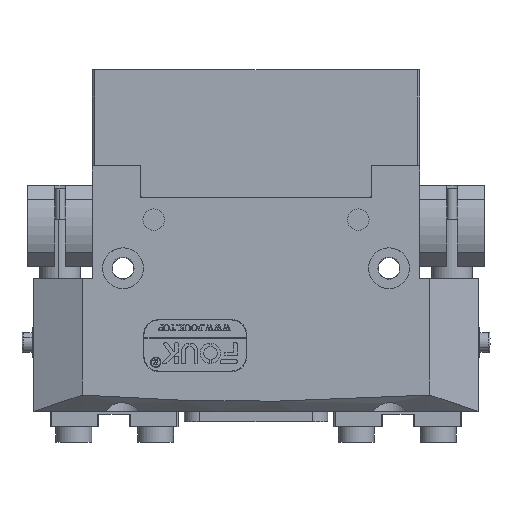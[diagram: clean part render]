
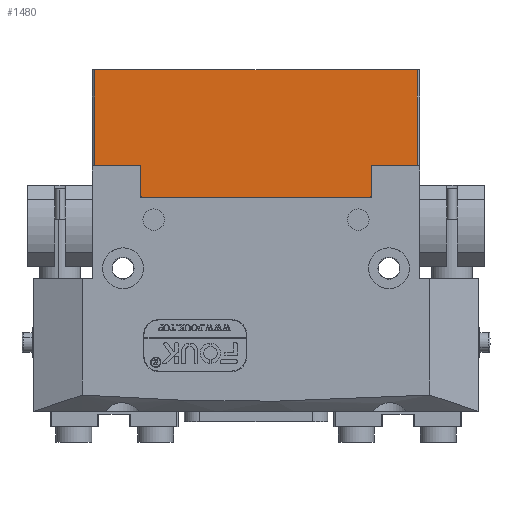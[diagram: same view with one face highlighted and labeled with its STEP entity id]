
A CAD part, front view. The second image highlights one B-rep face of the part: STEP entity #1480.
In plain terms, the highlighted face is planar.
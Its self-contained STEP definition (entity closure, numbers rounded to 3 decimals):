
#1480 = ADVANCED_FACE ( 'NONE', ( #19925 ), #20015, .T. ) ;
#2078 = EDGE_CURVE ( 'NONE', #35028, #2734, #37438, .T. ) ;
#2173 = ORIENTED_EDGE ( 'NONE', *, *, #34423, .F. ) ;
#2734 = VERTEX_POINT ( 'NONE', #9086 ) ;
#3285 = VECTOR ( 'NONE', #27257, 1000. ) ;
#3333 = CARTESIAN_POINT ( 'NONE',  ( 30.9, -21.55, -12.5 ) ) ;
#3372 = EDGE_CURVE ( 'NONE', #15674, #2734, #13304, .T. ) ;
#4516 = EDGE_CURVE ( 'NONE', #28729, #18163, #29774, .T. ) ;
#5454 = ORIENTED_EDGE ( 'NONE', *, *, #4516, .F. ) ;
#6141 = CARTESIAN_POINT ( 'NONE',  ( 30.9, -21.55, -13. ) ) ;
#6237 = LINE ( 'NONE', #28629, #21864 ) ;
#6979 = CARTESIAN_POINT ( 'NONE',  ( 30.9, 3.45, -22.4 ) ) ;
#7750 = ORIENTED_EDGE ( 'NONE', *, *, #13718, .T. ) ;
#8486 = VERTEX_POINT ( 'NONE', #31464 ) ;
#8714 = CARTESIAN_POINT ( 'NONE',  ( 30.9, -2.85, -22. ) ) ;
#8960 = VERTEX_POINT ( 'NONE', #8714 ) ;
#9035 = EDGE_CURVE ( 'NONE', #8960, #28063, #11081, .T. ) ;
#9086 = CARTESIAN_POINT ( 'NONE',  ( 30.9, -21.55, -13. ) ) ;
#9290 = DIRECTION ( 'NONE',  ( 0., -1., 0. ) ) ;
#10218 = CARTESIAN_POINT ( 'NONE',  ( 30.9, 11.35, -30.3 ) ) ;
#11081 = LINE ( 'NONE', #27208, #12471 ) ;
#11319 = VECTOR ( 'NONE', #27383, 1000. ) ;
#11351 = DIRECTION ( 'NONE',  ( 0., 1., 0. ) ) ;
#12471 = VECTOR ( 'NONE', #24317, 1000. ) ;
#12935 = EDGE_CURVE ( 'NONE', #35028, #24538, #17905, .T. ) ;
#13304 = LINE ( 'NONE', #6141, #35493 ) ;
#13718 = EDGE_CURVE ( 'NONE', #15910, #18163, #27870, .T. ) ;
#13933 = LINE ( 'NONE', #10218, #37067 ) ;
#15108 = CARTESIAN_POINT ( 'NONE',  ( 30.9, 11.35, -58.7 ) ) ;
#15674 = VERTEX_POINT ( 'NONE', #33510 ) ;
#15910 = VERTEX_POINT ( 'NONE', #16958 ) ;
#16483 = ORIENTED_EDGE ( 'NONE', *, *, #16995, .F. ) ;
#16666 = LINE ( 'NONE', #36881, #19462 ) ;
#16958 = CARTESIAN_POINT ( 'NONE',  ( 30.9, 3.05, -67. ) ) ;
#16970 = VECTOR ( 'NONE', #35968, 1000. ) ;
#16995 = EDGE_CURVE ( 'NONE', #15674, #8960, #6237, .T. ) ;
#17905 = LINE ( 'NONE', #23114, #30217 ) ;
#18163 = VERTEX_POINT ( 'NONE', #38777 ) ;
#18411 = LINE ( 'NONE', #24240, #3285 ) ;
#19085 = DIRECTION ( 'NONE',  ( 0., 0., -1. ) ) ;
#19462 = VECTOR ( 'NONE', #19085, 1000. ) ;
#19925 = FACE_OUTER_BOUND ( 'NONE', #35460, .T. ) ;
#20015 = PLANE ( 'NONE',  #22595 ) ;
#20147 = DIRECTION ( 'NONE',  ( 1., 0., 0. ) ) ;
#21351 = VECTOR ( 'NONE', #33721, 1000. ) ;
#21810 = ORIENTED_EDGE ( 'NONE', *, *, #12935, .T. ) ;
#21864 = VECTOR ( 'NONE', #34433, 1000. ) ;
#22595 = AXIS2_PLACEMENT_3D ( 'NONE', #29173, #20147, #29446 ) ;
#23114 = CARTESIAN_POINT ( 'NONE',  ( 30.9, -2.85, -76. ) ) ;
#23682 = CARTESIAN_POINT ( 'NONE',  ( 30.9, -2.85, -76. ) ) ;
#24240 = CARTESIAN_POINT ( 'NONE',  ( 30.9, -2.85, -67. ) ) ;
#24317 = DIRECTION ( 'NONE',  ( 0., 1., 0. ) ) ;
#24538 = VERTEX_POINT ( 'NONE', #23682 ) ;
#24624 = ORIENTED_EDGE ( 'NONE', *, *, #3372, .T. ) ;
#25030 = DIRECTION ( 'NONE',  ( 0., -0.707, 0.707 ) ) ;
#27208 = CARTESIAN_POINT ( 'NONE',  ( 30.9, 3.45, -22. ) ) ;
#27257 = DIRECTION ( 'NONE',  ( 0., -1., 0. ) ) ;
#27383 = DIRECTION ( 'NONE',  ( 0., 0., -1. ) ) ;
#27870 = LINE ( 'NONE', #15108, #16970 ) ;
#28063 = VERTEX_POINT ( 'NONE', #30466 ) ;
#28629 = CARTESIAN_POINT ( 'NONE',  ( 30.9, -2.85, -22. ) ) ;
#28729 = VERTEX_POINT ( 'NONE', #6979 ) ;
#29173 = CARTESIAN_POINT ( 'NONE',  ( 30.9, -2.85, -44.5 ) ) ;
#29446 = DIRECTION ( 'NONE',  ( 0., 0., 1. ) ) ;
#29774 = LINE ( 'NONE', #33594, #11319 ) ;
#30217 = VECTOR ( 'NONE', #11351, 1000. ) ;
#30466 = CARTESIAN_POINT ( 'NONE',  ( 30.9, 3.05, -22. ) ) ;
#30663 = CARTESIAN_POINT ( 'NONE',  ( 30.9, -21.55, -76. ) ) ;
#31464 = CARTESIAN_POINT ( 'NONE',  ( 30.9, -2.85, -67. ) ) ;
#32017 = ORIENTED_EDGE ( 'NONE', *, *, #9035, .F. ) ;
#32364 = EDGE_CURVE ( 'NONE', #8486, #24538, #16666, .T. ) ;
#33510 = CARTESIAN_POINT ( 'NONE',  ( 30.9, -2.85, -13. ) ) ;
#33594 = CARTESIAN_POINT ( 'NONE',  ( 30.9, 3.45, -67. ) ) ;
#33721 = DIRECTION ( 'NONE',  ( 0., 0., 1. ) ) ;
#34423 = EDGE_CURVE ( 'NONE', #15910, #8486, #18411, .T. ) ;
#34433 = DIRECTION ( 'NONE',  ( 0., 0., -1. ) ) ;
#35028 = VERTEX_POINT ( 'NONE', #30663 ) ;
#35420 = ORIENTED_EDGE ( 'NONE', *, *, #2078, .F. ) ;
#35460 = EDGE_LOOP ( 'NONE', ( #24624, #35420, #21810, #36014, #2173, #7750, #5454, #36921, #32017, #16483 ) ) ;
#35493 = VECTOR ( 'NONE', #9290, 1000. ) ;
#35968 = DIRECTION ( 'NONE',  ( 0., 0.707, 0.707 ) ) ;
#36014 = ORIENTED_EDGE ( 'NONE', *, *, #32364, .F. ) ;
#36881 = CARTESIAN_POINT ( 'NONE',  ( 30.9, -2.85, -76.5 ) ) ;
#36921 = ORIENTED_EDGE ( 'NONE', *, *, #38712, .T. ) ;
#37067 = VECTOR ( 'NONE', #25030, 1000. ) ;
#37438 = LINE ( 'NONE', #3333, #21351 ) ;
#38712 = EDGE_CURVE ( 'NONE', #28729, #28063, #13933, .T. ) ;
#38777 = CARTESIAN_POINT ( 'NONE',  ( 30.9, 3.45, -66.6 ) ) ;
